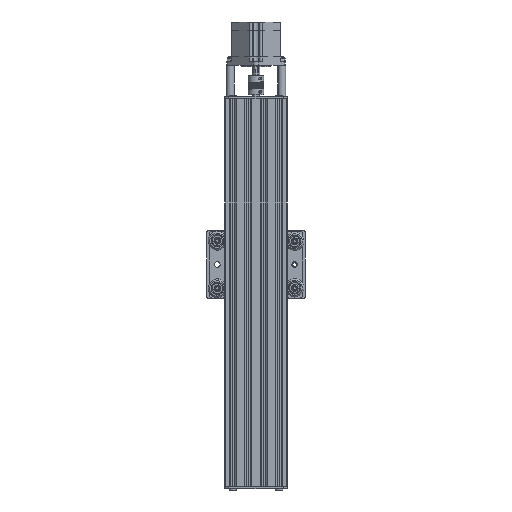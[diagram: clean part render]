
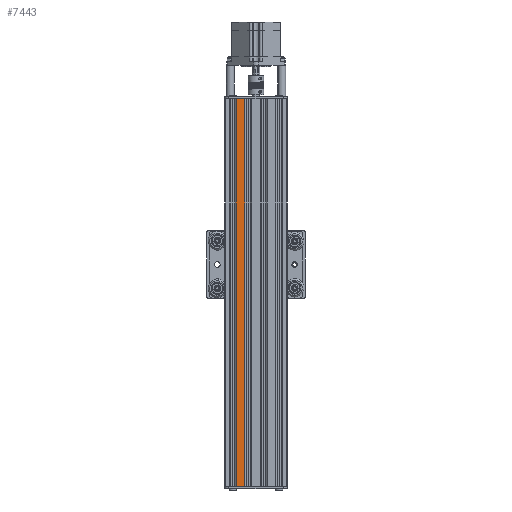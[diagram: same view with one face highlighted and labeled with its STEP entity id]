
A CAD part, front view. The second image highlights one B-rep face of the part: STEP entity #7443.
In plain terms, the highlighted face is planar.
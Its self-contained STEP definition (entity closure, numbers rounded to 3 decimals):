
#172 = ORIENTED_EDGE ( 'NONE', *, *, #28744, .T. ) ;
#651 = ORIENTED_EDGE ( 'NONE', *, *, #26559, .F. ) ;
#1010 = LINE ( 'NONE', #18755, #28224 ) ;
#1136 = EDGE_CURVE ( 'NONE', #12686, #5571, #1010, .T. ) ;
#1844 = CARTESIAN_POINT ( 'NONE',  ( 10., -14.58, 500. ) ) ;
#2535 = EDGE_CURVE ( 'NONE', #12686, #30713, #12889, .T. ) ;
#2745 = DIRECTION ( 'NONE',  ( -1., 0., 0. ) ) ;
#2953 = DIRECTION ( 'NONE',  ( 0., 0., -1. ) ) ;
#5243 = EDGE_LOOP ( 'NONE', ( #172, #651, #21780, #8319 ) ) ;
#5571 = VERTEX_POINT ( 'NONE', #16719 ) ;
#7339 = VECTOR ( 'NONE', #14645, 1000. ) ;
#7443 = ADVANCED_FACE ( 'NONE', ( #14476 ), #29009, .F. ) ;
#8319 = ORIENTED_EDGE ( 'NONE', *, *, #1136, .T. ) ;
#8440 = LINE ( 'NONE', #25742, #13172 ) ;
#9821 = AXIS2_PLACEMENT_3D ( 'NONE', #18530, #2745, #21165 ) ;
#12686 = VERTEX_POINT ( 'NONE', #17295 ) ;
#12889 = LINE ( 'NONE', #23001, #26064 ) ;
#13172 = VECTOR ( 'NONE', #28404, 1000. ) ;
#14476 = FACE_OUTER_BOUND ( 'NONE', #5243, .T. ) ;
#14645 = DIRECTION ( 'NONE',  ( 0., 1., 0. ) ) ;
#16719 = CARTESIAN_POINT ( 'NONE',  ( 10., -25.42, 0. ) ) ;
#17295 = CARTESIAN_POINT ( 'NONE',  ( 10., -25.42, 500. ) ) ;
#18530 = CARTESIAN_POINT ( 'NONE',  ( 10., 0., 500. ) ) ;
#18755 = CARTESIAN_POINT ( 'NONE',  ( 10., -25.42, 500. ) ) ;
#21165 = DIRECTION ( 'NONE',  ( 0., 0., 1. ) ) ;
#21780 = ORIENTED_EDGE ( 'NONE', *, *, #2535, .F. ) ;
#22569 = CARTESIAN_POINT ( 'NONE',  ( 10., 0., 0. ) ) ;
#23001 = CARTESIAN_POINT ( 'NONE',  ( 10., 0., 500. ) ) ;
#23573 = VERTEX_POINT ( 'NONE', #29674 ) ;
#25669 = DIRECTION ( 'NONE',  ( 0., 1., 0. ) ) ;
#25742 = CARTESIAN_POINT ( 'NONE',  ( 10., -14.58, 500. ) ) ;
#26064 = VECTOR ( 'NONE', #25669, 1000. ) ;
#26559 = EDGE_CURVE ( 'NONE', #30713, #23573, #8440, .T. ) ;
#27565 = LINE ( 'NONE', #22569, #7339 ) ;
#28224 = VECTOR ( 'NONE', #2953, 1000. ) ;
#28404 = DIRECTION ( 'NONE',  ( 0., 0., -1. ) ) ;
#28744 = EDGE_CURVE ( 'NONE', #5571, #23573, #27565, .T. ) ;
#29009 = PLANE ( 'NONE',  #9821 ) ;
#29674 = CARTESIAN_POINT ( 'NONE',  ( 10., -14.58, 0. ) ) ;
#30713 = VERTEX_POINT ( 'NONE', #1844 ) ;
